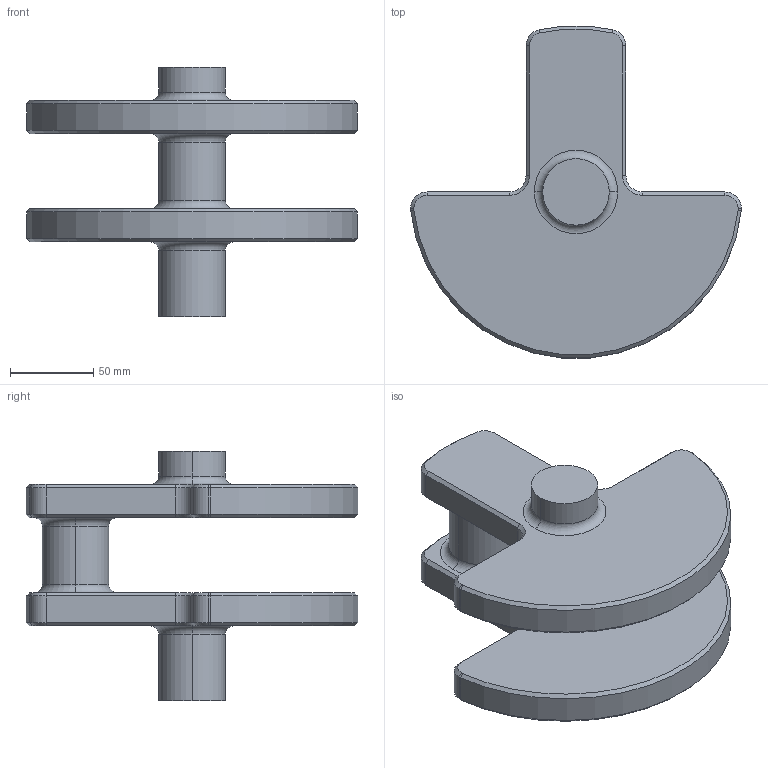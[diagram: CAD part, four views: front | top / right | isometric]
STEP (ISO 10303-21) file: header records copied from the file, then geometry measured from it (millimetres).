
FILE_DESCRIPTION(('CoCreate Modeling STEP Export'),'2;1');
FILE_NAME('crankshaft.stp','2015-05-10T21:06:22',(''),(''),'CoCreate Modeling STEP processor for AP214 (Solid Model)','CoCreate Modeling 16.00 13-May-2008 (C) Parametric Technology GmbH','');
FILE_SCHEMA(('AUTOMOTIVE_DESIGN { 1 0 10303 214 1 1 1 1 }'));
Length unit declared in the file: millimetre
Products named in the file (1): T1
Bounding box: 198.89 x 199.35 x 150 mm (x, y, z)
Volume: 999074.3 mm3; surface area: 120719.8 mm2
Topology: 1 solids, 1 shells, 104 faces, 230 edges, 132 vertices
Faces by surface type: cone 40, plane 30, cylinder 26, torus 8
Entity records: 2627 total; most frequent: ORIENTED_EDGE 460, DIRECTION 458, CARTESIAN_POINT 422, EDGE_CURVE 230, AXIS2_PLACEMENT_3D 168, VERTEX_POINT 132, VECTOR 122, LINE 122
